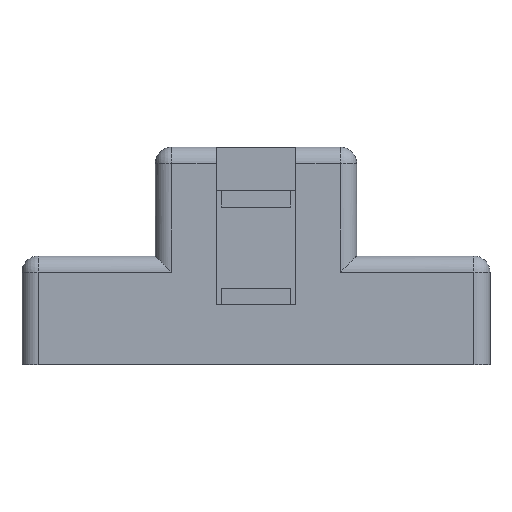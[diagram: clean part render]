
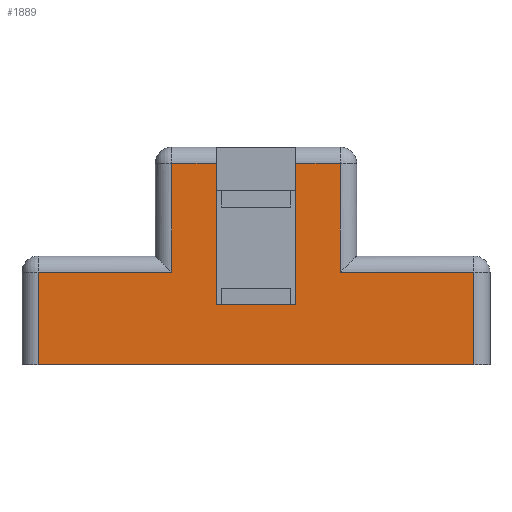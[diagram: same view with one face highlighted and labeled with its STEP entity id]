
A CAD part, left-side view. The second image highlights one B-rep face of the part: STEP entity #1889.
In plain terms, the highlighted planar face has unit normal (-1, 0, 0).
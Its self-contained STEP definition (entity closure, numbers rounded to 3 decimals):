
#53 = EDGE_CURVE ( 'NONE', #455, #2977, #1113, .T. ) ;
#105 = CARTESIAN_POINT ( 'NONE',  ( -13.25, 20., 0. ) ) ;
#124 = VECTOR ( 'NONE', #136, 1000. ) ;
#136 = DIRECTION ( 'NONE',  ( 0., 1., 0. ) ) ;
#162 = LINE ( 'NONE', #513, #2834 ) ;
#185 = VECTOR ( 'NONE', #486, 1000. ) ;
#245 = ORIENTED_EDGE ( 'NONE', *, *, #2272, .T. ) ;
#273 = DIRECTION ( 'NONE',  ( 0., 0., 1. ) ) ;
#276 = EDGE_CURVE ( 'NONE', #714, #600, #460, .T. ) ;
#315 = CARTESIAN_POINT ( 'NONE',  ( -13.25, -7.75, 8.5 ) ) ;
#345 = DIRECTION ( 'NONE',  ( 0., 0., 1. ) ) ;
#383 = VERTEX_POINT ( 'NONE', #2774 ) ;
#423 = EDGE_CURVE ( 'NONE', #2716, #1132, #2260, .T. ) ;
#455 = VERTEX_POINT ( 'NONE', #571 ) ;
#460 = LINE ( 'NONE', #928, #1155 ) ;
#465 = ORIENTED_EDGE ( 'NONE', *, *, #276, .T. ) ;
#486 = DIRECTION ( 'NONE',  ( 0., 1., 0. ) ) ;
#513 = CARTESIAN_POINT ( 'NONE',  ( -13.25, -7.75, 20. ) ) ;
#568 = DIRECTION ( 'NONE',  ( 0., -1., 0. ) ) ;
#571 = CARTESIAN_POINT ( 'NONE',  ( -13.25, 3.65, 5.5 ) ) ;
#600 = VERTEX_POINT ( 'NONE', #105 ) ;
#609 = EDGE_CURVE ( 'NONE', #1947, #1746, #3061, .T. ) ;
#621 = DIRECTION ( 'NONE',  ( 0., -1., 0. ) ) ;
#661 = DIRECTION ( 'NONE',  ( 0., 1., 0. ) ) ;
#707 = VECTOR ( 'NONE', #345, 1000. ) ;
#714 = VERTEX_POINT ( 'NONE', #2030 ) ;
#735 = DIRECTION ( 'NONE',  ( 0., 0., -1. ) ) ;
#756 = CARTESIAN_POINT ( 'NONE',  ( -13.25, -3.65, 18.5 ) ) ;
#760 = ORIENTED_EDGE ( 'NONE', *, *, #1360, .T. ) ;
#794 = LINE ( 'NONE', #2835, #707 ) ;
#810 = CARTESIAN_POINT ( 'NONE',  ( -13.25, 21.5, 10. ) ) ;
#838 = ORIENTED_EDGE ( 'NONE', *, *, #53, .F. ) ;
#876 = ORIENTED_EDGE ( 'NONE', *, *, #2815, .T. ) ;
#928 = CARTESIAN_POINT ( 'NONE',  ( -13.25, 20., 10. ) ) ;
#936 = DIRECTION ( 'NONE',  ( 0., 1., 0. ) ) ;
#1113 = LINE ( 'NONE', #1233, #3249 ) ;
#1132 = VERTEX_POINT ( 'NONE', #756 ) ;
#1155 = VECTOR ( 'NONE', #735, 1000. ) ;
#1205 = CARTESIAN_POINT ( 'NONE',  ( -13.25, -20., 0. ) ) ;
#1226 = FACE_OUTER_BOUND ( 'NONE', #2686, .T. ) ;
#1233 = CARTESIAN_POINT ( 'NONE',  ( -13.25, 3.65, 5.5 ) ) ;
#1274 = ORIENTED_EDGE ( 'NONE', *, *, #2168, .T. ) ;
#1360 = EDGE_CURVE ( 'NONE', #1746, #2716, #162, .T. ) ;
#1403 = CARTESIAN_POINT ( 'NONE',  ( -13.25, -3.65, 5.5 ) ) ;
#1433 = CARTESIAN_POINT ( 'NONE',  ( -13.25, 21.5, 18.5 ) ) ;
#1442 = CARTESIAN_POINT ( 'NONE',  ( -13.25, 21.5, 0. ) ) ;
#1451 = VECTOR ( 'NONE', #2632, 1000. ) ;
#1452 = DIRECTION ( 'NONE',  ( 1., 0., 0. ) ) ;
#1463 = ORIENTED_EDGE ( 'NONE', *, *, #423, .T. ) ;
#1510 = LINE ( 'NONE', #1549, #124 ) ;
#1549 = CARTESIAN_POINT ( 'NONE',  ( -13.25, 21.5, 8.5 ) ) ;
#1576 = VERTEX_POINT ( 'NONE', #1205 ) ;
#1664 = EDGE_CURVE ( 'NONE', #2977, #1132, #2912, .T. ) ;
#1746 = VERTEX_POINT ( 'NONE', #315 ) ;
#1773 = CARTESIAN_POINT ( 'NONE',  ( -13.25, -7.75, 18.5 ) ) ;
#1817 = AXIS2_PLACEMENT_3D ( 'NONE', #810, #1452, #936 ) ;
#1873 = DIRECTION ( 'NONE',  ( 0., 0., 1. ) ) ;
#1889 = ADVANCED_FACE ( 'NONE', ( #1226 ), #2274, .F. ) ;
#1897 = VECTOR ( 'NONE', #568, 1000. ) ;
#1947 = VERTEX_POINT ( 'NONE', #2485 ) ;
#1959 = LINE ( 'NONE', #2757, #2471 ) ;
#1977 = CARTESIAN_POINT ( 'NONE',  ( -13.25, 7.75, 10. ) ) ;
#1995 = DIRECTION ( 'NONE',  ( 0., 1., 0. ) ) ;
#1997 = LINE ( 'NONE', #3033, #3270 ) ;
#2001 = VERTEX_POINT ( 'NONE', #3253 ) ;
#2030 = CARTESIAN_POINT ( 'NONE',  ( -13.25, 20., 8.5 ) ) ;
#2119 = ORIENTED_EDGE ( 'NONE', *, *, #2913, .F. ) ;
#2150 = LINE ( 'NONE', #1977, #1451 ) ;
#2153 = VECTOR ( 'NONE', #1873, 1000. ) ;
#2168 = EDGE_CURVE ( 'NONE', #600, #1576, #3328, .T. ) ;
#2248 = CARTESIAN_POINT ( 'NONE',  ( -13.25, -3.65, 5.5 ) ) ;
#2260 = LINE ( 'NONE', #1433, #185 ) ;
#2272 = EDGE_CURVE ( 'NONE', #1576, #1947, #794, .T. ) ;
#2274 = PLANE ( 'NONE',  #1817 ) ;
#2296 = ORIENTED_EDGE ( 'NONE', *, *, #3207, .T. ) ;
#2375 = VECTOR ( 'NONE', #1995, 1000. ) ;
#2464 = CARTESIAN_POINT ( 'NONE',  ( -13.25, 7.75, 18.5 ) ) ;
#2470 = EDGE_CURVE ( 'NONE', #2001, #714, #1510, .T. ) ;
#2471 = VECTOR ( 'NONE', #661, 1000. ) ;
#2485 = CARTESIAN_POINT ( 'NONE',  ( -13.25, -20., 8.5 ) ) ;
#2505 = ORIENTED_EDGE ( 'NONE', *, *, #609, .T. ) ;
#2632 = DIRECTION ( 'NONE',  ( 0., 0., -1. ) ) ;
#2686 = EDGE_LOOP ( 'NONE', ( #1274, #245, #2505, #760, #1463, #3038, #838, #2119, #876, #2296, #2732, #465 ) ) ;
#2716 = VERTEX_POINT ( 'NONE', #1773 ) ;
#2732 = ORIENTED_EDGE ( 'NONE', *, *, #2470, .T. ) ;
#2757 = CARTESIAN_POINT ( 'NONE',  ( -13.25, 21.5, 18.5 ) ) ;
#2774 = CARTESIAN_POINT ( 'NONE',  ( -13.25, 3.65, 18.5 ) ) ;
#2815 = EDGE_CURVE ( 'NONE', #383, #2836, #1959, .T. ) ;
#2820 = CARTESIAN_POINT ( 'NONE',  ( -13.25, -9.25, 8.5 ) ) ;
#2834 = VECTOR ( 'NONE', #273, 1000. ) ;
#2835 = CARTESIAN_POINT ( 'NONE',  ( -13.25, -20., 10. ) ) ;
#2836 = VERTEX_POINT ( 'NONE', #2464 ) ;
#2912 = LINE ( 'NONE', #2248, #2153 ) ;
#2913 = EDGE_CURVE ( 'NONE', #383, #455, #1997, .T. ) ;
#2977 = VERTEX_POINT ( 'NONE', #1403 ) ;
#3033 = CARTESIAN_POINT ( 'NONE',  ( -13.25, 3.65, 5.5 ) ) ;
#3038 = ORIENTED_EDGE ( 'NONE', *, *, #1664, .F. ) ;
#3061 = LINE ( 'NONE', #2820, #2375 ) ;
#3082 = DIRECTION ( 'NONE',  ( 0., 0., -1. ) ) ;
#3207 = EDGE_CURVE ( 'NONE', #2836, #2001, #2150, .T. ) ;
#3249 = VECTOR ( 'NONE', #621, 1000. ) ;
#3253 = CARTESIAN_POINT ( 'NONE',  ( -13.25, 7.75, 8.5 ) ) ;
#3270 = VECTOR ( 'NONE', #3082, 1000. ) ;
#3328 = LINE ( 'NONE', #1442, #1897 ) ;
